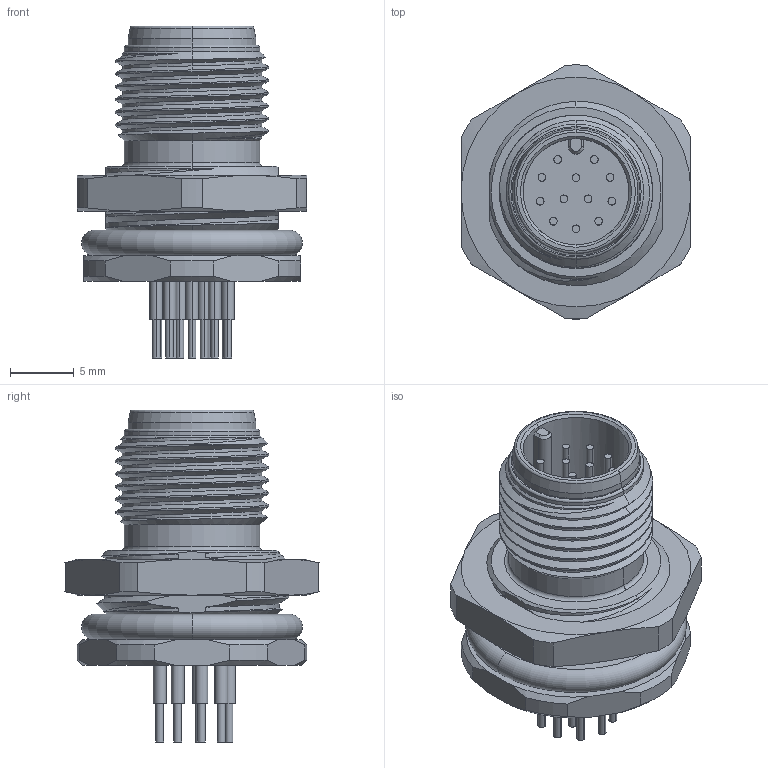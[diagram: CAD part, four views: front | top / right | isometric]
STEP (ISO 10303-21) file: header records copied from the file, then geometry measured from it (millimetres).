
FILE_DESCRIPTION((''),'2;1');
FILE_NAME('C-T4140012121-000','2022-09-22T03:53:59',('workeradm'),('TE Connectivity Ltd.'),'CREO PARAMETRIC BY PTC INC, 2021072','CREO PARAMETRIC BY PTC INC, 2021072','');
FILE_SCHEMA(('AUTOMOTIVE_DESIGN { 1 0 10303 214 1 1 1 1 }'));
Length unit declared in the file: millimetre
Products named in the file (1): C-T4140012121-000
Bounding box: 18 x 19.89 x 26 mm (x, y, z)
Volume: 2673.4 mm3; surface area: 2378.3 mm2
Topology: 1 solids, 1 shells, 240 faces, 549 edges, 354 vertices
Faces by surface type: cylinder 105, plane 66, cone 37, bspline 24, torus 8
Entity records: 14198 total; most frequent: CARTESIAN_POINT 7034, ORIENTED_EDGE 1098, DIRECTION 1097, PRESENTATION_STYLE_ASSIGNMENT 550, STYLED_ITEM 550, CURVE_STYLE 549, EDGE_CURVE 549, AXIS2_PLACEMENT_3D 465
